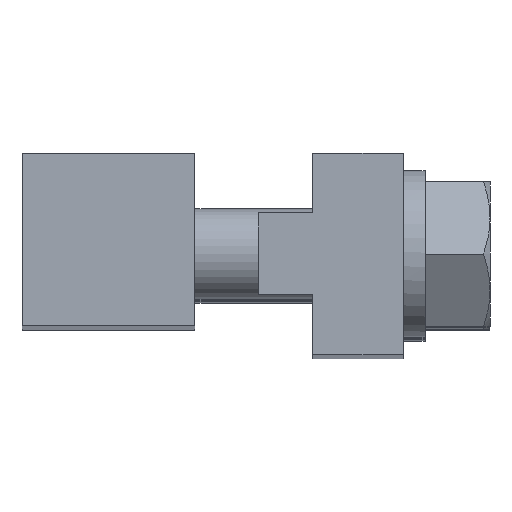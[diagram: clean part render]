
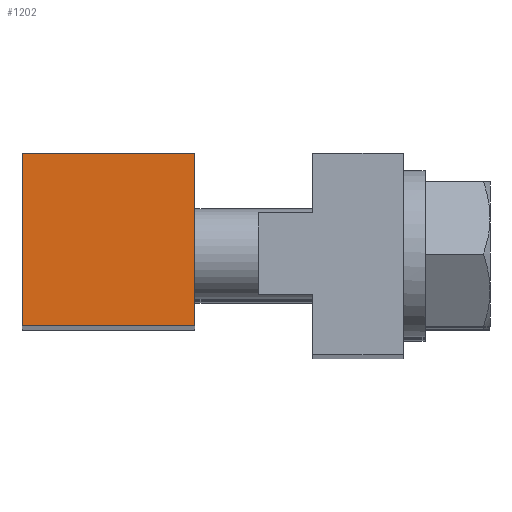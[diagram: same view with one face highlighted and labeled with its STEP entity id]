
A CAD part, top view. The second image highlights one B-rep face of the part: STEP entity #1202.
In plain terms, the highlighted planar face has unit normal (0, 0, 1).
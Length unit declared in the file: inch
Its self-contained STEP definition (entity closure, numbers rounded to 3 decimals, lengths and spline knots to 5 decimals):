
#109=PLANE('',#1378);
#154=FACE_OUTER_BOUND('',#224,.T.);
#224=EDGE_LOOP('',(#882,#883,#884,#885));
#291=LINE('',#1930,#387);
#294=LINE('',#1935,#390);
#296=LINE('',#1939,#392);
#297=LINE('',#1941,#393);
#387=VECTOR('',#1548,0.3937);
#390=VECTOR('',#1553,0.3937);
#392=VECTOR('',#1557,0.3937);
#393=VECTOR('',#1560,0.3937);
#553=VERTEX_POINT('',#1927);
#554=VERTEX_POINT('',#1929);
#555=VERTEX_POINT('',#1933);
#556=VERTEX_POINT('',#1937);
#676=EDGE_CURVE('',#553,#554,#291,.T.);
#679=EDGE_CURVE('',#553,#555,#294,.T.);
#681=EDGE_CURVE('',#556,#555,#296,.T.);
#682=EDGE_CURVE('',#556,#554,#297,.T.);
#882=ORIENTED_EDGE('',*,*,#682,.T.);
#883=ORIENTED_EDGE('',*,*,#676,.F.);
#884=ORIENTED_EDGE('',*,*,#679,.T.);
#885=ORIENTED_EDGE('',*,*,#681,.F.);
#1202=ADVANCED_FACE('',(#154),#109,.T.);
#1378=AXIS2_PLACEMENT_3D('',#1942,#1561,#1562);
#1548=DIRECTION('',(1.,0.,0.));
#1553=DIRECTION('',(0.,-1.,0.));
#1557=DIRECTION('',(-1.,0.,0.));
#1560=DIRECTION('',(0.,1.,0.));
#1561=DIRECTION('center_axis',(0.,0.,1.));
#1562=DIRECTION('ref_axis',(1.,0.,0.));
#1927=CARTESIAN_POINT('',(-0.1875,0.1875,2.8125));
#1929=CARTESIAN_POINT('',(0.1875,0.1875,2.8125));
#1930=CARTESIAN_POINT('',(-0.1875,0.1875,2.8125));
#1933=CARTESIAN_POINT('',(-0.1875,-0.1875,2.8125));
#1935=CARTESIAN_POINT('',(-0.1875,0.,2.8125));
#1937=CARTESIAN_POINT('',(0.1875,-0.1875,2.8125));
#1939=CARTESIAN_POINT('',(-0.1875,-0.1875,2.8125));
#1941=CARTESIAN_POINT('',(0.1875,0.,2.8125));
#1942=CARTESIAN_POINT('Origin',(-0.1875,0.,2.8125));
